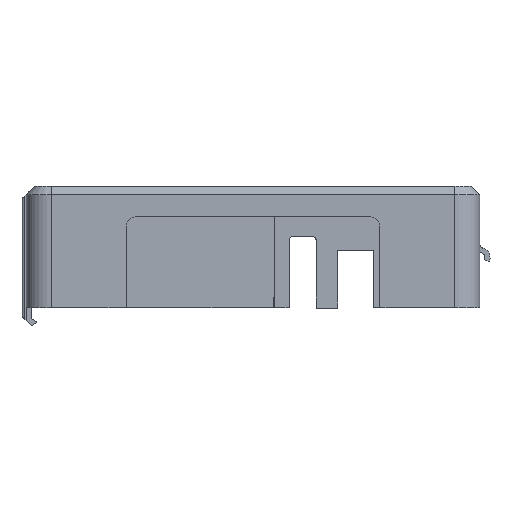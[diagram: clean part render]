
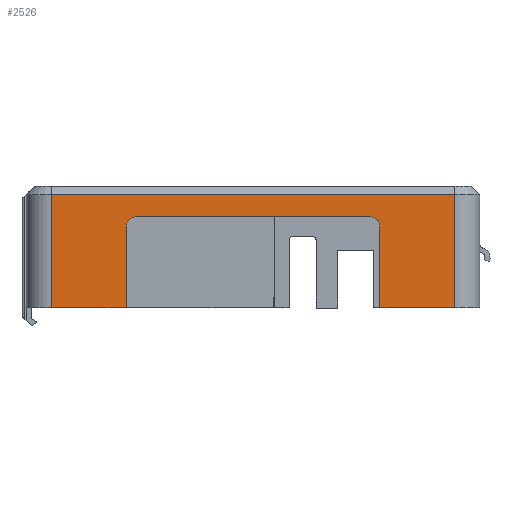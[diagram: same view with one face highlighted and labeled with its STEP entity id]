
A CAD part, left-side view. The second image highlights one B-rep face of the part: STEP entity #2526.
In plain terms, the highlighted planar face has unit normal (-1, 0, 0).
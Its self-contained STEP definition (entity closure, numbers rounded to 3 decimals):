
#309 = VERTEX_POINT ( 'NONE', #5956 ) ;
#310 = VERTEX_POINT ( 'NONE', #5957 ) ;
#311 = VERTEX_POINT ( 'NONE', #5958 ) ;
#312 = VERTEX_POINT ( 'NONE', #5959 ) ;
#313 = VERTEX_POINT ( 'NONE', #5960 ) ;
#314 = VERTEX_POINT ( 'NONE', #5961 ) ;
#315 = VERTEX_POINT ( 'NONE', #5962 ) ;
#316 = VERTEX_POINT ( 'NONE', #5963 ) ;
#388 = VERTEX_POINT ( 'NONE', #6035 ) ;
#394 = VERTEX_POINT ( 'NONE', #6041 ) ;
#627 = EDGE_CURVE ( 'NONE', #388, #311, #4799, .T. ) ;
#629 = EDGE_CURVE ( 'NONE', #394, #315, #4800, .T. ) ;
#630 = EDGE_CURVE ( 'NONE', #388, #394, #4802, .T. ) ;
#851 = ORIENTED_EDGE ( 'NONE', *, *, #982, .T. ) ;
#852 = ORIENTED_EDGE ( 'NONE', *, *, #627, .T. ) ;
#853 = ORIENTED_EDGE ( 'NONE', *, *, #994, .T. ) ;
#854 = ORIENTED_EDGE ( 'NONE', *, *, #630, .F. ) ;
#855 = ORIENTED_EDGE ( 'NONE', *, *, #629, .F. ) ;
#856 = ORIENTED_EDGE ( 'NONE', *, *, #999, .T. ) ;
#982 = EDGE_CURVE ( 'NONE', #311, #310, #5348, .T. ) ;
#986 = EDGE_CURVE ( 'NONE', #310, #312, #5368, .T. ) ;
#988 = EDGE_CURVE ( 'NONE', #312, #314, #5361, .T. ) ;
#990 = EDGE_CURVE ( 'NONE', #314, #309, #5375, .T. ) ;
#991 = EDGE_CURVE ( 'NONE', #309, #313, #5377, .T. ) ;
#994 = EDGE_CURVE ( 'NONE', #313, #316, #5380, .T. ) ;
#999 = EDGE_CURVE ( 'NONE', #316, #315, #5392, .T. ) ;
#2526 = ADVANCED_FACE ( 'NONE', ( #9448 ), #11453, .T. ) ;
#4197 = EDGE_LOOP ( 'NONE', ( #12548, #853, #856, #855, #854, #852, #851, #4694, #4693, #4692 ) ) ;
#4636 = AXIS2_PLACEMENT_3D ( 'NONE', #7189, #7190, #7191 ) ;
#4637 = AXIS2_PLACEMENT_3D ( 'NONE', #7196, #7197, #7198 ) ;
#4692 = ORIENTED_EDGE ( 'NONE', *, *, #990, .T. ) ;
#4693 = ORIENTED_EDGE ( 'NONE', *, *, #988, .T. ) ;
#4694 = ORIENTED_EDGE ( 'NONE', *, *, #986, .T. ) ;
#4799 = LINE ( 'NONE', #6159, #4801 ) ;
#4800 = LINE ( 'NONE', #6163, #4804 ) ;
#4801 = VECTOR ( 'NONE', #6161, 1000. ) ;
#4802 = LINE ( 'NONE', #6162, #4806 ) ;
#4804 = VECTOR ( 'NONE', #6160, 1000. ) ;
#4806 = VECTOR ( 'NONE', #6167, 1000. ) ;
#5348 = LINE ( 'NONE', #7164, #5364 ) ;
#5361 = CIRCLE ( 'NONE', #4636, 2.2 ) ;
#5364 = VECTOR ( 'NONE', #7175, 1000. ) ;
#5368 = LINE ( 'NONE', #7182, #5371 ) ;
#5371 = VECTOR ( 'NONE', #7183, 1000. ) ;
#5375 = LINE ( 'NONE', #7192, #5378 ) ;
#5377 = CIRCLE ( 'NONE', #4637, 2.2 ) ;
#5378 = VECTOR ( 'NONE', #7193, 1000. ) ;
#5380 = LINE ( 'NONE', #7194, #5385 ) ;
#5385 = VECTOR ( 'NONE', #7201, 1000. ) ;
#5392 = LINE ( 'NONE', #7207, #5394 ) ;
#5394 = VECTOR ( 'NONE', #7200, 1000. ) ;
#5956 = CARTESIAN_POINT ( 'NONE',  ( -42.02, 114.675, -135.275 ) ) ;
#5957 = CARTESIAN_POINT ( 'NONE',  ( -42.02, 172.875, -156.875 ) ) ;
#5958 = CARTESIAN_POINT ( 'NONE',  ( -42.02, 190.675, -156.875 ) ) ;
#5959 = CARTESIAN_POINT ( 'NONE',  ( -42.02, 172.875, -137.475 ) ) ;
#5960 = CARTESIAN_POINT ( 'NONE',  ( -42.02, 112.475, -137.475 ) ) ;
#5961 = CARTESIAN_POINT ( 'NONE',  ( -42.02, 170.675, -135.275 ) ) ;
#5962 = CARTESIAN_POINT ( 'NONE',  ( -42.02, 94.675, -156.875 ) ) ;
#5963 = CARTESIAN_POINT ( 'NONE',  ( -42.02, 112.475, -156.875 ) ) ;
#6035 = CARTESIAN_POINT ( 'NONE',  ( -42.02, 190.675, -129.975 ) ) ;
#6041 = CARTESIAN_POINT ( 'NONE',  ( -42.02, 94.675, -129.975 ) ) ;
#6159 = CARTESIAN_POINT ( 'NONE',  ( -42.02, 190.675, -162.976 ) ) ;
#6160 = DIRECTION ( 'NONE',  ( 0., 0., -1. ) ) ;
#6161 = DIRECTION ( 'NONE',  ( 0., 0., -1. ) ) ;
#6162 = CARTESIAN_POINT ( 'NONE',  ( -42.02, 85.074, -129.975 ) ) ;
#6163 = CARTESIAN_POINT ( 'NONE',  ( -42.02, 94.675, -159.566 ) ) ;
#6167 = DIRECTION ( 'NONE',  ( 0., -1., 0. ) ) ;
#7164 = CARTESIAN_POINT ( 'NONE',  ( -42.02, 85.074, -156.875 ) ) ;
#7175 = DIRECTION ( 'NONE',  ( 0., -1., 0. ) ) ;
#7182 = CARTESIAN_POINT ( 'NONE',  ( -42.02, 172.875, -162.976 ) ) ;
#7183 = DIRECTION ( 'NONE',  ( 0., 0., 1. ) ) ;
#7189 = CARTESIAN_POINT ( 'NONE',  ( -42.02, 170.675, -137.475 ) ) ;
#7190 = DIRECTION ( 'NONE',  ( 1., 0., 0. ) ) ;
#7191 = DIRECTION ( 'NONE',  ( 0., 0., 1. ) ) ;
#7192 = CARTESIAN_POINT ( 'NONE',  ( -42.02, 85.074, -135.275 ) ) ;
#7193 = DIRECTION ( 'NONE',  ( 0., -1., 0. ) ) ;
#7194 = CARTESIAN_POINT ( 'NONE',  ( -42.02, 112.475, -162.976 ) ) ;
#7196 = CARTESIAN_POINT ( 'NONE',  ( -42.02, 114.675, -137.475 ) ) ;
#7197 = DIRECTION ( 'NONE',  ( 1., 0., 0. ) ) ;
#7198 = DIRECTION ( 'NONE',  ( 0., 0., -1. ) ) ;
#7200 = DIRECTION ( 'NONE',  ( 0., -1., 0. ) ) ;
#7201 = DIRECTION ( 'NONE',  ( 0., 0., -1. ) ) ;
#7207 = CARTESIAN_POINT ( 'NONE',  ( -42.02, 85.074, -156.875 ) ) ;
#8525 = AXIS2_PLACEMENT_3D ( 'NONE', #11451, #11455, #11456 ) ;
#9448 = FACE_OUTER_BOUND ( 'NONE', #4197, .T. ) ;
#11451 = CARTESIAN_POINT ( 'NONE',  ( -42.02, 85.074, -162.976 ) ) ;
#11453 = PLANE ( 'NONE',  #8525 ) ;
#11455 = DIRECTION ( 'NONE',  ( -1., 0., 0. ) ) ;
#11456 = DIRECTION ( 'NONE',  ( 0., 0., 1. ) ) ;
#12548 = ORIENTED_EDGE ( 'NONE', *, *, #991, .T. ) ;
